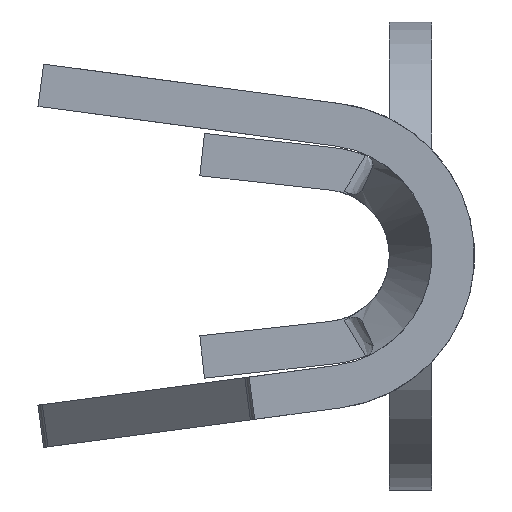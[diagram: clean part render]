
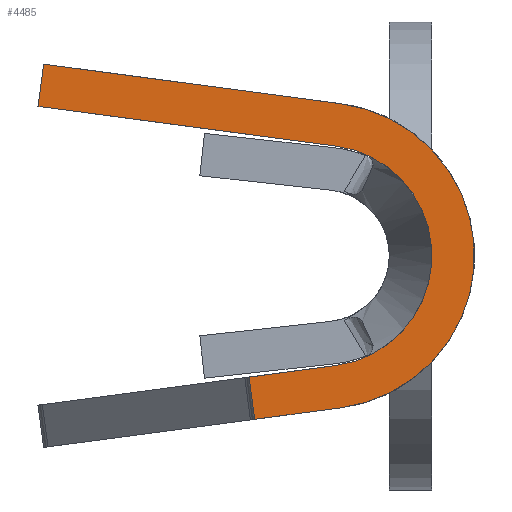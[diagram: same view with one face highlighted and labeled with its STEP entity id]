
A CAD part, left-side view. The second image highlights one B-rep face of the part: STEP entity #4485.
In plain terms, the highlighted planar face has unit normal (-1, 0, 0).
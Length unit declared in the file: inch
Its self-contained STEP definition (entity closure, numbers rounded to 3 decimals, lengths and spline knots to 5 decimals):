
#10 = VECTOR ( 'NONE', #1326, 39.37008 ) ;
#202 = CARTESIAN_POINT ( 'NONE',  ( -0.385, 0.09274, -0.00543 ) ) ;
#220 = CARTESIAN_POINT ( 'NONE',  ( -0.385, 0.04513, 0.05154 ) ) ;
#230 = DIRECTION ( 'NONE',  ( 0., -0.991, -0.132 ) ) ;
#376 = CARTESIAN_POINT ( 'NONE',  ( -0.385, 0.04513, 0.05154 ) ) ;
#421 = LINE ( 'NONE', #2104, #4304 ) ;
#485 = EDGE_CURVE ( 'NONE', #2520, #1770, #2495, .T. ) ;
#537 = CIRCLE ( 'NONE', #3762, 0.052 ) ;
#592 = VECTOR ( 'NONE', #3903, 39.37008 ) ;
#658 = CARTESIAN_POINT ( 'NONE',  ( -0.385, 0.052, 0. ) ) ;
#663 = DIRECTION ( 'NONE',  ( -1., 0., 0. ) ) ;
#668 = PLANE ( 'NONE',  #4316 ) ;
#737 = EDGE_CURVE ( 'NONE', #4045, #3765, #537, .T. ) ;
#817 = VECTOR ( 'NONE', #3509, 39.37008 ) ;
#903 = ORIENTED_EDGE ( 'NONE', *, *, #2039, .F. ) ;
#932 = FACE_OUTER_BOUND ( 'NONE', #4036, .T. ) ;
#964 = CARTESIAN_POINT ( 'NONE',  ( -0.385, 0.08323, -0.0768 ) ) ;
#1005 = CARTESIAN_POINT ( 'NONE',  ( -0.385, 0.04249, 0.07137 ) ) ;
#1044 = DIRECTION ( 'NONE',  ( 0., 0., -1. ) ) ;
#1087 = ORIENTED_EDGE ( 'NONE', *, *, #737, .F. ) ;
#1117 = EDGE_CURVE ( 'NONE', #2241, #3232, #2011, .T. ) ;
#1163 = ORIENTED_EDGE ( 'NONE', *, *, #2120, .F. ) ;
#1220 = VERTEX_POINT ( 'NONE', #4793 ) ;
#1326 = DIRECTION ( 'NONE',  ( 0., -0.132, -0.991 ) ) ;
#1342 = CARTESIAN_POINT ( 'NONE',  ( -0.385, 0.08588, -0.05697 ) ) ;
#1617 = CARTESIAN_POINT ( 'NONE',  ( -0.385, 0.04249, -0.07137 ) ) ;
#1766 = ORIENTED_EDGE ( 'NONE', *, *, #1849, .F. ) ;
#1770 = VERTEX_POINT ( 'NONE', #3447 ) ;
#1779 = CARTESIAN_POINT ( 'NONE',  ( -0.385, 0.04513, -0.05154 ) ) ;
#1849 = EDGE_CURVE ( 'NONE', #2868, #1220, #4254, .T. ) ;
#1938 = LINE ( 'NONE', #1617, #817 ) ;
#1995 = DIRECTION ( 'NONE',  ( 1., 0., 0. ) ) ;
#2011 = LINE ( 'NONE', #202, #10 ) ;
#2039 = EDGE_CURVE ( 'NONE', #1770, #2868, #421, .T. ) ;
#2104 = CARTESIAN_POINT ( 'NONE',  ( -0.385, 0.04249, 0.07137 ) ) ;
#2120 = EDGE_CURVE ( 'NONE', #2241, #4045, #2186, .T. ) ;
#2186 = LINE ( 'NONE', #1779, #2430 ) ;
#2241 = VERTEX_POINT ( 'NONE', #1342 ) ;
#2251 = VECTOR ( 'NONE', #3753, 39.37008 ) ;
#2430 = VECTOR ( 'NONE', #3625, 39.37008 ) ;
#2495 = LINE ( 'NONE', #4661, #592 ) ;
#2520 = VERTEX_POINT ( 'NONE', #3758 ) ;
#2636 = CARTESIAN_POINT ( 'NONE',  ( -0.385, 0.04513, -0.05154 ) ) ;
#2679 = EDGE_CURVE ( 'NONE', #1220, #3232, #1938, .T. ) ;
#2722 = ORIENTED_EDGE ( 'NONE', *, *, #2679, .F. ) ;
#2868 = VERTEX_POINT ( 'NONE', #1005 ) ;
#2935 = CARTESIAN_POINT ( 'NONE',  ( -0.385, 0.052, 0. ) ) ;
#3143 = AXIS2_PLACEMENT_3D ( 'NONE', #4256, #1995, #4627 ) ;
#3154 = ORIENTED_EDGE ( 'NONE', *, *, #4049, .F. ) ;
#3232 = VERTEX_POINT ( 'NONE', #964 ) ;
#3243 = LINE ( 'NONE', #376, #2251 ) ;
#3305 = DIRECTION ( 'NONE',  ( 0., 0., -1. ) ) ;
#3310 = DIRECTION ( 'NONE',  ( 1., 0., 0. ) ) ;
#3447 = CARTESIAN_POINT ( 'NONE',  ( -0.385, 0.18236, 0.09 ) ) ;
#3509 = DIRECTION ( 'NONE',  ( 0., 0.991, -0.132 ) ) ;
#3625 = DIRECTION ( 'NONE',  ( 0., -0.991, 0.132 ) ) ;
#3753 = DIRECTION ( 'NONE',  ( 0., 0.991, 0.132 ) ) ;
#3758 = CARTESIAN_POINT ( 'NONE',  ( -0.385, 0.185, 0.07018 ) ) ;
#3762 = AXIS2_PLACEMENT_3D ( 'NONE', #2935, #663, #3305 ) ;
#3765 = VERTEX_POINT ( 'NONE', #220 ) ;
#3903 = DIRECTION ( 'NONE',  ( 0., -0.132, 0.991 ) ) ;
#3917 = ORIENTED_EDGE ( 'NONE', *, *, #485, .F. ) ;
#4036 = EDGE_LOOP ( 'NONE', ( #1163, #4645, #2722, #1766, #903, #3917, #3154, #1087 ) ) ;
#4045 = VERTEX_POINT ( 'NONE', #2636 ) ;
#4049 = EDGE_CURVE ( 'NONE', #3765, #2520, #3243, .T. ) ;
#4254 = CIRCLE ( 'NONE', #3143, 0.072 ) ;
#4256 = CARTESIAN_POINT ( 'NONE',  ( -0.385, 0.052, 0. ) ) ;
#4304 = VECTOR ( 'NONE', #230, 39.37008 ) ;
#4316 = AXIS2_PLACEMENT_3D ( 'NONE', #658, #3310, #1044 ) ;
#4485 = ADVANCED_FACE ( 'NONE', ( #932 ), #668, .F. ) ;
#4627 = DIRECTION ( 'NONE',  ( 0., 0., -1. ) ) ;
#4645 = ORIENTED_EDGE ( 'NONE', *, *, #1117, .T. ) ;
#4661 = CARTESIAN_POINT ( 'NONE',  ( -0.385, 0.185, 0.07018 ) ) ;
#4793 = CARTESIAN_POINT ( 'NONE',  ( -0.385, 0.04249, -0.07137 ) ) ;
